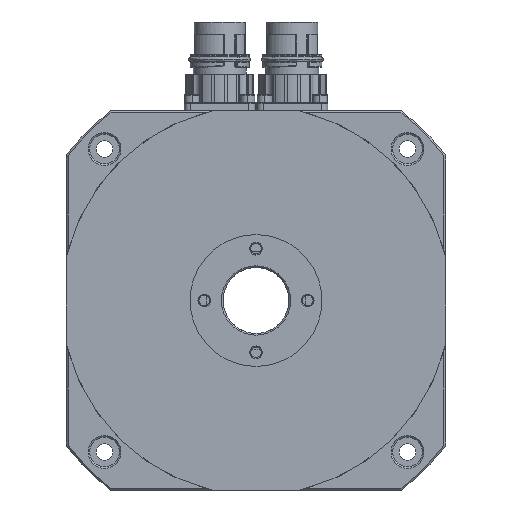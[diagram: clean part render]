
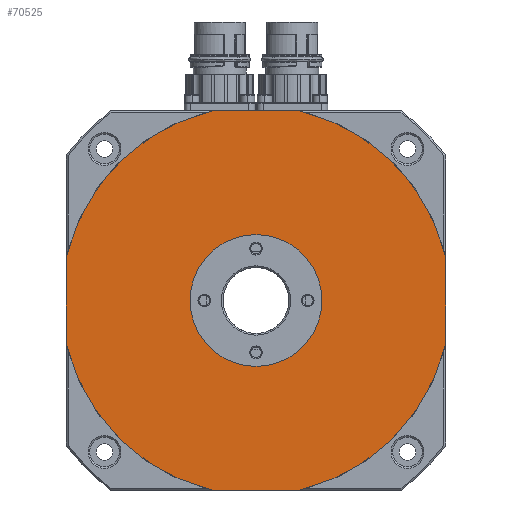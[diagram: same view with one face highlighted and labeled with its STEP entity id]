
A CAD part, left-side view. The second image highlights one B-rep face of the part: STEP entity #70525.
In plain terms, the highlighted planar face has unit normal (-1, 0, 0).
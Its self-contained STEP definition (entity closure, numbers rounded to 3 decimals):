
#128 = EDGE_CURVE ( 'NONE', #80230, #89003, #70366, .T. ) ;
#1419 = ORIENTED_EDGE ( 'NONE', *, *, #78514, .T. ) ;
#3854 = DIRECTION ( 'NONE',  ( 0., 0., 1. ) ) ;
#4170 = VERTEX_POINT ( 'NONE', #28172 ) ;
#5860 = FACE_BOUND ( 'NONE', #80906, .T. ) ;
#6569 = CARTESIAN_POINT ( 'NONE',  ( -39.5, 0., 0. ) ) ;
#7273 = CARTESIAN_POINT ( 'NONE',  ( -39.5, 57.5, -57.5 ) ) ;
#10603 = EDGE_CURVE ( 'NONE', #4170, #101017, #90550, .T. ) ;
#12823 = CARTESIAN_POINT ( 'NONE',  ( -39.5, 0., 0. ) ) ;
#14323 = ORIENTED_EDGE ( 'NONE', *, *, #49250, .T. ) ;
#14868 = VERTEX_POINT ( 'NONE', #102020 ) ;
#15801 = DIRECTION ( 'NONE',  ( -1., 0., 0. ) ) ;
#16896 = DIRECTION ( 'NONE',  ( 0., -1., 0. ) ) ;
#19381 = EDGE_CURVE ( 'NONE', #14868, #23808, #56257, .T. ) ;
#21888 = LINE ( 'NONE', #42788, #72260 ) ;
#21995 = DIRECTION ( 'NONE',  ( 0., 0., 1. ) ) ;
#23808 = VERTEX_POINT ( 'NONE', #92412 ) ;
#24054 = LINE ( 'NONE', #7273, #119025 ) ;
#26244 = VERTEX_POINT ( 'NONE', #46206 ) ;
#28172 = CARTESIAN_POINT ( 'NONE',  ( -39.5, 57.5, 13.219 ) ) ;
#29563 = AXIS2_PLACEMENT_3D ( 'NONE', #6569, #15801, #80083 ) ;
#33154 = FACE_OUTER_BOUND ( 'NONE', #70450, .T. ) ;
#35332 = CIRCLE ( 'NONE', #64862, 59. ) ;
#37860 = DIRECTION ( 'NONE',  ( 0., 0., 1. ) ) ;
#40420 = CARTESIAN_POINT ( 'NONE',  ( -39.5, 0., 0. ) ) ;
#40517 = DIRECTION ( 'NONE',  ( 0., 0., 1. ) ) ;
#42788 = CARTESIAN_POINT ( 'NONE',  ( -39.5, 57.5, 57.5 ) ) ;
#45170 = DIRECTION ( 'NONE',  ( 0., 1., 0. ) ) ;
#46206 = CARTESIAN_POINT ( 'NONE',  ( -39.5, -13.219, -57.5 ) ) ;
#48256 = CARTESIAN_POINT ( 'NONE',  ( -39.5, 0., -20. ) ) ;
#48859 = CARTESIAN_POINT ( 'NONE',  ( -39.5, 0., 0. ) ) ;
#49250 = EDGE_CURVE ( 'NONE', #26244, #104108, #35332, .T. ) ;
#49295 = EDGE_CURVE ( 'NONE', #104108, #14868, #59744, .T. ) ;
#49583 = EDGE_CURVE ( 'NONE', #89003, #80230, #53915, .T. ) ;
#53915 = CIRCLE ( 'NONE', #60940, 20. ) ;
#55866 = VERTEX_POINT ( 'NONE', #114590 ) ;
#56257 = CIRCLE ( 'NONE', #107091, 59. ) ;
#56337 = EDGE_CURVE ( 'NONE', #101017, #91200, #114561, .T. ) ;
#58884 = DIRECTION ( 'NONE',  ( -1., 0., 0. ) ) ;
#59368 = DIRECTION ( 'NONE',  ( -1., 0., 0. ) ) ;
#59744 = LINE ( 'NONE', #80212, #87086 ) ;
#60940 = AXIS2_PLACEMENT_3D ( 'NONE', #77711, #104590, #86139 ) ;
#64862 = AXIS2_PLACEMENT_3D ( 'NONE', #116424, #97100, #115616 ) ;
#67814 = PLANE ( 'NONE',  #97702 ) ;
#70038 = CARTESIAN_POINT ( 'NONE',  ( -39.5, 13.219, -57.5 ) ) ;
#70366 = CIRCLE ( 'NONE', #73413, 20. ) ;
#70450 = EDGE_LOOP ( 'NONE', ( #115290, #1419, #118928, #82662, #116552, #14323, #111009, #104514 ) ) ;
#70525 = ADVANCED_FACE ( 'NONE', ( #33154, #5860 ), #67814, .T. ) ;
#72260 = VECTOR ( 'NONE', #45170, 1000. ) ;
#73413 = AXIS2_PLACEMENT_3D ( 'NONE', #48859, #114015, #21995 ) ;
#77639 = VECTOR ( 'NONE', #112617, 1000. ) ;
#77711 = CARTESIAN_POINT ( 'NONE',  ( -39.5, 0., 0. ) ) ;
#78514 = EDGE_CURVE ( 'NONE', #55866, #4170, #80861, .T. ) ;
#80083 = DIRECTION ( 'NONE',  ( 0., 0., 1. ) ) ;
#80212 = CARTESIAN_POINT ( 'NONE',  ( -39.5, -57.5, 57.5 ) ) ;
#80230 = VERTEX_POINT ( 'NONE', #48256 ) ;
#80861 = CIRCLE ( 'NONE', #29563, 59. ) ;
#80906 = EDGE_LOOP ( 'NONE', ( #85789, #89053 ) ) ;
#81004 = EDGE_CURVE ( 'NONE', #91200, #26244, #24054, .T. ) ;
#82662 = ORIENTED_EDGE ( 'NONE', *, *, #56337, .T. ) ;
#84853 = CARTESIAN_POINT ( 'NONE',  ( -39.5, 0., 0. ) ) ;
#85789 = ORIENTED_EDGE ( 'NONE', *, *, #128, .F. ) ;
#86139 = DIRECTION ( 'NONE',  ( 0., 0., 1. ) ) ;
#87086 = VECTOR ( 'NONE', #107928, 1000. ) ;
#89003 = VERTEX_POINT ( 'NONE', #107914 ) ;
#89053 = ORIENTED_EDGE ( 'NONE', *, *, #49583, .F. ) ;
#90550 = LINE ( 'NONE', #106541, #77639 ) ;
#91200 = VERTEX_POINT ( 'NONE', #70038 ) ;
#92412 = CARTESIAN_POINT ( 'NONE',  ( -39.5, -13.219, 57.5 ) ) ;
#97100 = DIRECTION ( 'NONE',  ( -1., 0., 0. ) ) ;
#97702 = AXIS2_PLACEMENT_3D ( 'NONE', #40420, #58884, #3854 ) ;
#101017 = VERTEX_POINT ( 'NONE', #117397 ) ;
#102020 = CARTESIAN_POINT ( 'NONE',  ( -39.5, -57.5, 13.219 ) ) ;
#104108 = VERTEX_POINT ( 'NONE', #116763 ) ;
#104177 = EDGE_CURVE ( 'NONE', #23808, #55866, #21888, .T. ) ;
#104514 = ORIENTED_EDGE ( 'NONE', *, *, #19381, .T. ) ;
#104590 = DIRECTION ( 'NONE',  ( -1., 0., 0. ) ) ;
#106541 = CARTESIAN_POINT ( 'NONE',  ( -39.5, 57.5, 57.5 ) ) ;
#107091 = AXIS2_PLACEMENT_3D ( 'NONE', #12823, #59368, #40517 ) ;
#107914 = CARTESIAN_POINT ( 'NONE',  ( -39.5, 0., 20. ) ) ;
#107928 = DIRECTION ( 'NONE',  ( 0., 0., 1. ) ) ;
#111009 = ORIENTED_EDGE ( 'NONE', *, *, #49295, .T. ) ;
#112593 = DIRECTION ( 'NONE',  ( -1., 0., 0. ) ) ;
#112617 = DIRECTION ( 'NONE',  ( 0., 0., -1. ) ) ;
#113056 = AXIS2_PLACEMENT_3D ( 'NONE', #84853, #112593, #37860 ) ;
#114015 = DIRECTION ( 'NONE',  ( -1., 0., 0. ) ) ;
#114561 = CIRCLE ( 'NONE', #113056, 59. ) ;
#114590 = CARTESIAN_POINT ( 'NONE',  ( -39.5, 13.219, 57.5 ) ) ;
#115290 = ORIENTED_EDGE ( 'NONE', *, *, #104177, .T. ) ;
#115616 = DIRECTION ( 'NONE',  ( 0., 0., 1. ) ) ;
#116424 = CARTESIAN_POINT ( 'NONE',  ( -39.5, 0., 0. ) ) ;
#116552 = ORIENTED_EDGE ( 'NONE', *, *, #81004, .T. ) ;
#116763 = CARTESIAN_POINT ( 'NONE',  ( -39.5, -57.5, -13.219 ) ) ;
#117397 = CARTESIAN_POINT ( 'NONE',  ( -39.5, 57.5, -13.219 ) ) ;
#118928 = ORIENTED_EDGE ( 'NONE', *, *, #10603, .T. ) ;
#119025 = VECTOR ( 'NONE', #16896, 1000. ) ;
